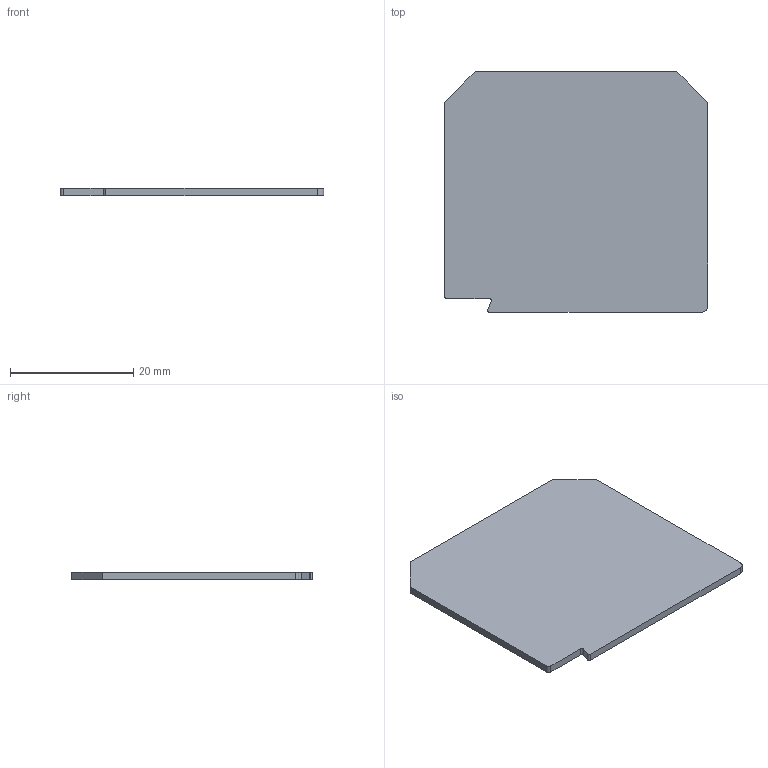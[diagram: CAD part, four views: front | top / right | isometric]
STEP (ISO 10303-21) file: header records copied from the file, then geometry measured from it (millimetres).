
FILE_DESCRIPTION (( 'STEP AP214' ), '1' );
FILE_NAME ('462120_APP 2,5-10_Grey.STP', '2013-11-14T11:40:11', ( 'arge' ), ( 'Microsoft' ), 'SwSTEP 2.0', 'SolidWorks 2013', '' );
FILE_SCHEMA (( 'AUTOMOTIVE_DESIGN' ));
Length unit declared in the file: millimetre
Products named in the file (1): 462120_APP 2,5-10_Grey
Bounding box: 42.7 x 39 x 1.2 mm (x, y, z)
Volume: 1948.7 mm3; surface area: 3436.6 mm2
Topology: 1 solids, 1 shells, 15 faces, 39 edges, 26 vertices
Faces by surface type: plane 10, cylinder 5
Entity records: 497 total; most frequent: CARTESIAN_POINT 81, DIRECTION 81, ORIENTED_EDGE 78, EDGE_CURVE 39, VECTOR 29, LINE 29, VERTEX_POINT 26, AXIS2_PLACEMENT_3D 26
